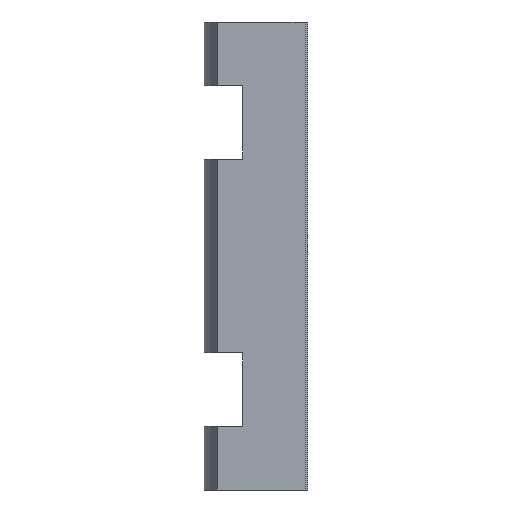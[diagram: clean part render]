
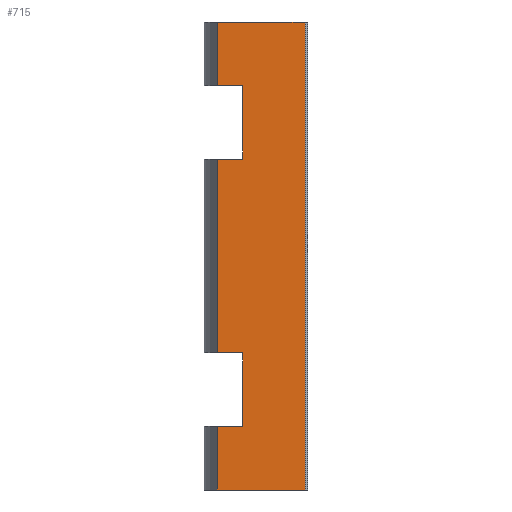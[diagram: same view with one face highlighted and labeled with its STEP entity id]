
A CAD part, left-side view. The second image highlights one B-rep face of the part: STEP entity #715.
In plain terms, the highlighted face is planar.
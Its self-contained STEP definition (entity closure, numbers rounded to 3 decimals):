
#87=ORIENTED_EDGE('',*,*,#299,.T.);
#88=ORIENTED_EDGE('',*,*,#300,.F.);
#89=ORIENTED_EDGE('',*,*,#301,.F.);
#90=ORIENTED_EDGE('',*,*,#302,.F.);
#91=ORIENTED_EDGE('',*,*,#303,.F.);
#92=ORIENTED_EDGE('',*,*,#304,.T.);
#93=ORIENTED_EDGE('',*,*,#305,.T.);
#94=ORIENTED_EDGE('',*,*,#306,.F.);
#95=ORIENTED_EDGE('',*,*,#307,.T.);
#96=ORIENTED_EDGE('',*,*,#308,.F.);
#97=ORIENTED_EDGE('',*,*,#309,.F.);
#98=ORIENTED_EDGE('',*,*,#310,.F.);
#299=EDGE_CURVE('',#405,#406,#477,.T.);
#300=EDGE_CURVE('',#407,#406,#478,.T.);
#301=EDGE_CURVE('',#408,#407,#479,.T.);
#302=EDGE_CURVE('',#409,#408,#480,.T.);
#303=EDGE_CURVE('',#410,#409,#481,.T.);
#304=EDGE_CURVE('',#410,#411,#482,.T.);
#305=EDGE_CURVE('',#411,#412,#483,.T.);
#306=EDGE_CURVE('',#413,#412,#484,.T.);
#307=EDGE_CURVE('',#413,#414,#485,.T.);
#308=EDGE_CURVE('',#415,#414,#486,.T.);
#309=EDGE_CURVE('',#416,#415,#487,.T.);
#310=EDGE_CURVE('',#405,#416,#488,.T.);
#405=VERTEX_POINT('',#1078);
#406=VERTEX_POINT('',#1079);
#407=VERTEX_POINT('',#1081);
#408=VERTEX_POINT('',#1083);
#409=VERTEX_POINT('',#1085);
#410=VERTEX_POINT('',#1087);
#411=VERTEX_POINT('',#1089);
#412=VERTEX_POINT('',#1091);
#413=VERTEX_POINT('',#1093);
#414=VERTEX_POINT('',#1095);
#415=VERTEX_POINT('',#1097);
#416=VERTEX_POINT('',#1099);
#477=LINE('',#1077,#542);
#478=LINE('',#1080,#543);
#479=LINE('',#1082,#544);
#480=LINE('',#1084,#545);
#481=LINE('',#1086,#546);
#482=LINE('',#1088,#547);
#483=LINE('',#1090,#548);
#484=LINE('',#1092,#549);
#485=LINE('',#1094,#550);
#486=LINE('',#1096,#551);
#487=LINE('',#1098,#552);
#488=LINE('',#1100,#553);
#542=VECTOR('',#852,1000.);
#543=VECTOR('',#853,1000.);
#544=VECTOR('',#854,1000.);
#545=VECTOR('',#855,1000.);
#546=VECTOR('',#856,1000.);
#547=VECTOR('',#857,1000.);
#548=VECTOR('',#858,1000.);
#549=VECTOR('',#859,1000.);
#550=VECTOR('',#860,1000.);
#551=VECTOR('',#861,1000.);
#552=VECTOR('',#862,1000.);
#553=VECTOR('',#863,1000.);
#607=EDGE_LOOP('',(#87,#88,#89,#90,#91,#92,#93,#94,#95,#96,#97,#98));
#651=FACE_BOUND('',#607,.T.);
#695=PLANE('',#768);
#715=ADVANCED_FACE('',(#651),#695,.F.);
#768=AXIS2_PLACEMENT_3D('',#1076,#850,#851);
#850=DIRECTION('',(-1.,0.,0.));
#851=DIRECTION('',(0.,0.,1.));
#852=DIRECTION('',(0.,-1.,0.));
#853=DIRECTION('',(0.,0.,-1.));
#854=DIRECTION('',(0.,-1.,0.));
#855=DIRECTION('',(0.,0.,-1.));
#856=DIRECTION('',(0.,1.,0.));
#857=DIRECTION('',(0.,0.,-1.));
#858=DIRECTION('',(0.,1.,0.));
#859=DIRECTION('',(0.,0.,-1.));
#860=DIRECTION('',(0.,-1.,0.));
#861=DIRECTION('',(0.,0.,-1.));
#862=DIRECTION('',(0.,-1.,0.));
#863=DIRECTION('',(0.,0.,-1.));
#1076=CARTESIAN_POINT('',(0.,0.4,35.));
#1077=CARTESIAN_POINT('',(0.,16.75,14.5));
#1078=CARTESIAN_POINT('',(0.,13.558,14.5));
#1079=CARTESIAN_POINT('',(0.,9.75,14.5));
#1080=CARTESIAN_POINT('',(0.,9.75,25.5));
#1081=CARTESIAN_POINT('',(0.,9.75,25.5));
#1082=CARTESIAN_POINT('',(0.,16.75,25.5));
#1083=CARTESIAN_POINT('',(0.,13.558,25.5));
#1084=CARTESIAN_POINT('',(0.,13.558,35.));
#1085=CARTESIAN_POINT('',(0.,13.558,35.));
#1086=CARTESIAN_POINT('',(0.,0.4,35.));
#1087=CARTESIAN_POINT('',(0.,0.4,35.));
#1088=CARTESIAN_POINT('',(0.,0.4,35.));
#1089=CARTESIAN_POINT('',(0.,0.4,-35.));
#1090=CARTESIAN_POINT('',(0.,0.4,-35.));
#1091=CARTESIAN_POINT('',(0.,13.558,-35.));
#1092=CARTESIAN_POINT('',(0.,13.558,35.));
#1093=CARTESIAN_POINT('',(0.,13.558,-25.5));
#1094=CARTESIAN_POINT('',(0.,16.75,-25.5));
#1095=CARTESIAN_POINT('',(0.,9.75,-25.5));
#1096=CARTESIAN_POINT('',(0.,9.75,-14.5));
#1097=CARTESIAN_POINT('',(0.,9.75,-14.5));
#1098=CARTESIAN_POINT('',(0.,16.75,-14.5));
#1099=CARTESIAN_POINT('',(0.,13.558,-14.5));
#1100=CARTESIAN_POINT('',(0.,13.558,35.));
